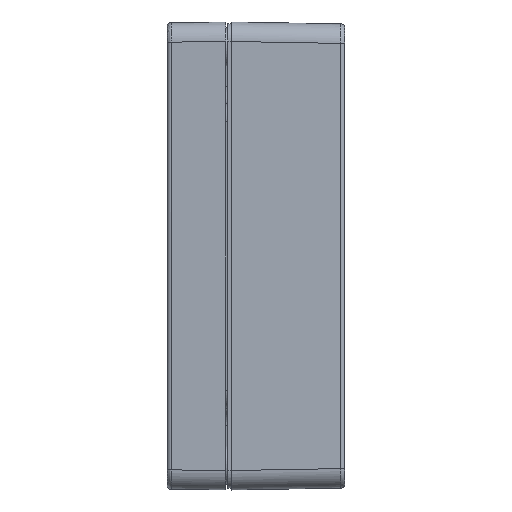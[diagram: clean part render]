
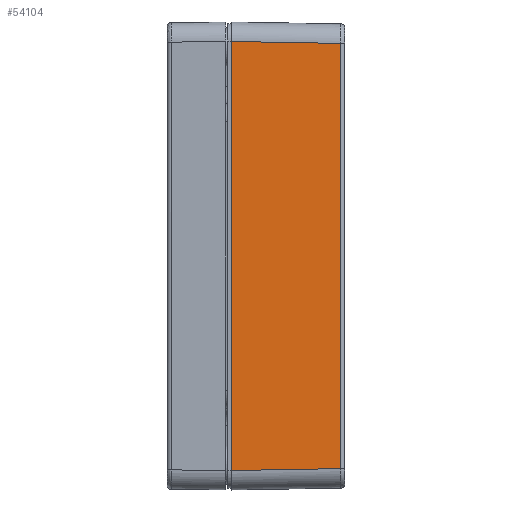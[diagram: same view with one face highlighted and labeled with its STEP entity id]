
A CAD part, left-side view. The second image highlights one B-rep face of the part: STEP entity #54104.
In plain terms, the highlighted planar face has unit normal (-1, -0.018, 0).
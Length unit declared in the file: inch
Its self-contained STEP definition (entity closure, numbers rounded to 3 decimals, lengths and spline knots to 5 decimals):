
#529 = EDGE_CURVE ( 'NONE', #2725, #13098, #13808, .T. ) ;
#1270 = VECTOR ( 'NONE', #2944, 39.37008 ) ;
#2576 = LINE ( 'NONE', #33769, #44134 ) ;
#2725 = VERTEX_POINT ( 'NONE', #10446 ) ;
#2883 = EDGE_LOOP ( 'NONE', ( #24494, #27290, #47508, #18869 ) ) ;
#2944 = DIRECTION ( 'NONE',  ( -0.017, 1., 0.017 ) ) ;
#3378 = VECTOR ( 'NONE', #17997, 39.37008 ) ;
#6067 = DIRECTION ( 'NONE',  ( 0.017, -1., 0. ) ) ;
#8802 = AXIS2_PLACEMENT_3D ( 'NONE', #10750, #11075, #6067 ) ;
#10110 = FACE_OUTER_BOUND ( 'NONE', #2883, .T. ) ;
#10446 = CARTESIAN_POINT ( 'NONE',  ( -0.50223, -0.03937, 4.05144 ) ) ;
#10750 = CARTESIAN_POINT ( 'NONE',  ( -0.50291, 0., -0.4794 ) ) ;
#11075 = DIRECTION ( 'NONE',  ( -1., -0.017, 0. ) ) ;
#12301 = LINE ( 'NONE', #33454, #3378 ) ;
#13098 = VERTEX_POINT ( 'NONE', #20423 ) ;
#13808 = LINE ( 'NONE', #43741, #20933 ) ;
#17997 = DIRECTION ( 'NONE',  ( -0.017, 1., -0.017 ) ) ;
#18801 = VERTEX_POINT ( 'NONE', #34730 ) ;
#18869 = ORIENTED_EDGE ( 'NONE', *, *, #29531, .T. ) ;
#20423 = CARTESIAN_POINT ( 'NONE',  ( -0.50223, -0.03937, -0.28189 ) ) ;
#20933 = VECTOR ( 'NONE', #48750, 39.37008 ) ;
#24494 = ORIENTED_EDGE ( 'NONE', *, *, #529, .T. ) ;
#27290 = ORIENTED_EDGE ( 'NONE', *, *, #51020, .F. ) ;
#29531 = EDGE_CURVE ( 'NONE', #36308, #2725, #54235, .T. ) ;
#30569 = PLANE ( 'NONE',  #8802 ) ;
#33454 = CARTESIAN_POINT ( 'NONE',  ( -0.50189, -0.05841, -0.28156 ) ) ;
#33769 = CARTESIAN_POINT ( 'NONE',  ( -0.48294, -1.14439, 0.70269 ) ) ;
#34730 = CARTESIAN_POINT ( 'NONE',  ( -0.48294, -1.14439, -0.2626 ) ) ;
#36308 = VERTEX_POINT ( 'NONE', #48393 ) ;
#43741 = CARTESIAN_POINT ( 'NONE',  ( -0.50223, -0.03937, -0.4794 ) ) ;
#44134 = VECTOR ( 'NONE', #58877, 39.37008 ) ;
#47508 = ORIENTED_EDGE ( 'NONE', *, *, #50974, .F. ) ;
#48393 = CARTESIAN_POINT ( 'NONE',  ( -0.48294, -1.14439, 4.03216 ) ) ;
#48750 = DIRECTION ( 'NONE',  ( 0., 0., -1. ) ) ;
#50974 = EDGE_CURVE ( 'NONE', #36308, #18801, #2576, .T. ) ;
#51020 = EDGE_CURVE ( 'NONE', #18801, #13098, #12301, .T. ) ;
#54104 = ADVANCED_FACE ( 'NONE', ( #10110 ), #30569, .T. ) ;
#54235 = LINE ( 'NONE', #63315, #1270 ) ;
#58877 = DIRECTION ( 'NONE',  ( 0., 0., -1. ) ) ;
#63315 = CARTESIAN_POINT ( 'NONE',  ( -0.48294, -1.14439, 4.03216 ) ) ;
